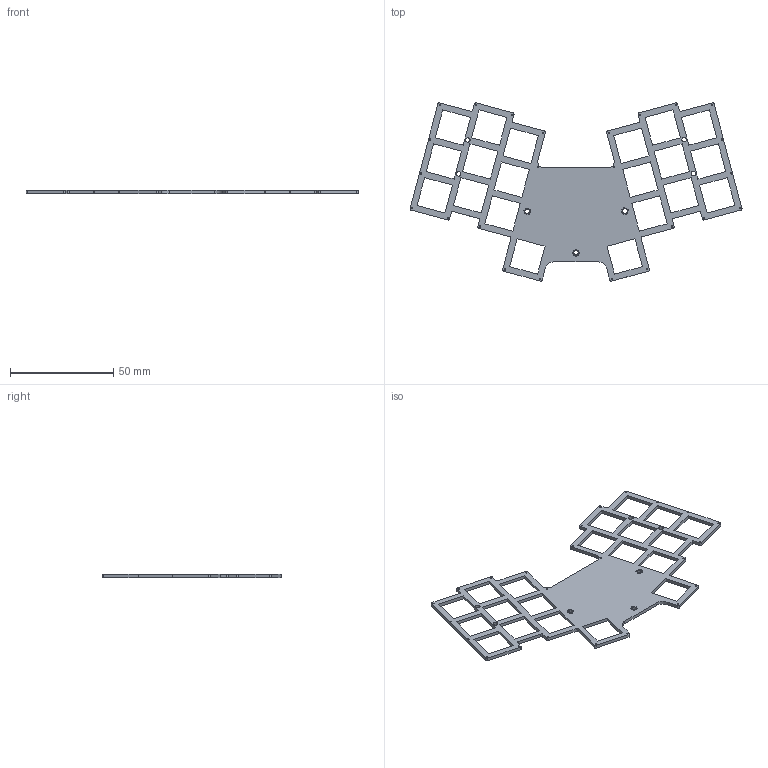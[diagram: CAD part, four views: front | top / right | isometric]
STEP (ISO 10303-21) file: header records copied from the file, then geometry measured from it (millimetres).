
FILE_DESCRIPTION(('KiCad electronic assembly'),'2;1');
FILE_NAME('capsule3_v3G_plate.step','2024-06-26T08:20:46',('Pcbnew'),( 'Kicad'),'Open CASCADE STEP processor 7.8','KiCad to STEP converter' ,'Unknown');
FILE_SCHEMA(('AUTOMOTIVE_DESIGN { 1 0 10303 214 1 1 1 1 }'));
Length unit declared in the file: millimetre
Products named in the file (2): capsule3_v3G_plate 1; capsule3_v3G_plate_PCB
Assembly tree (1 placements, depth 2):
  capsule3_v3G_plate 1
    capsule3_v3G_plate_PCB
Bounding box: 160.97 x 86.47 x 1.6 mm (x, y, z)
Volume: 7338.4 mm3; surface area: 12021.4 mm2
Topology: 1 solids, 1 shells, 201 faces, 597 edges, 398 vertices
Faces by surface type: plane 114, cylinder 87
Full cylindrical faces by diameter (mm): 0.4 x24, 0.6 x24, 2.2 x7
Entity records: 7102 total; most frequent: CARTESIAN_POINT 1198, ORIENTED_EDGE 1194, DIRECTION 1177, EDGE_CURVE 597, LINE 423, VECTOR 423, VERTEX_POINT 398, AXIS2_PLACEMENT_3D 377
